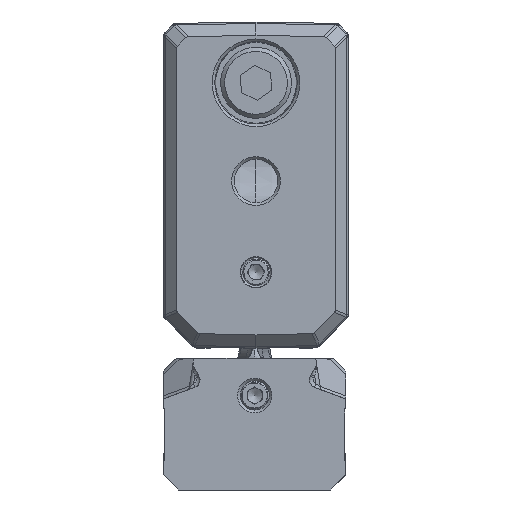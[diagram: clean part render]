
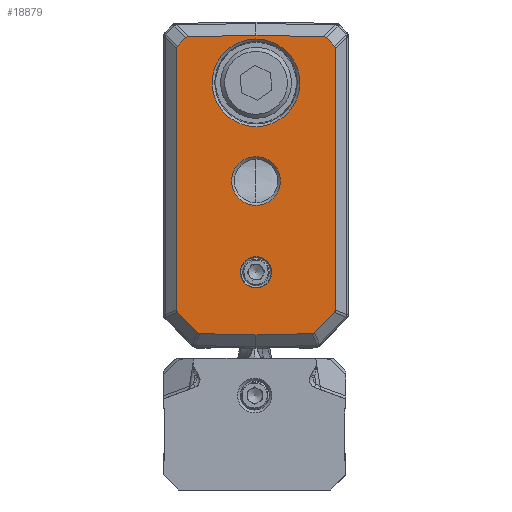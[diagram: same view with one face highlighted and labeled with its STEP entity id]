
A CAD part, front view. The second image highlights one B-rep face of the part: STEP entity #18879.
In plain terms, the highlighted planar face has unit normal (0, -1, 0).
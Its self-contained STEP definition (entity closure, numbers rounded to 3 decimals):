
#2130=ELLIPSE('',#82659,0.859,0.5);
#2131=ELLIPSE('',#82660,0.859,0.5);
#2132=ELLIPSE('',#82661,0.859,0.5);
#2133=ELLIPSE('',#82662,0.859,0.5);
#2134=ELLIPSE('',#82663,0.736,0.5);
#2135=ELLIPSE('',#82664,0.735,0.5);
#2136=ELLIPSE('',#82665,0.735,0.5);
#2137=ELLIPSE('',#82666,0.736,0.5);
#18879=ADVANCED_FACE('',(#36093,#36094,#36095,#36096),#21890,.T.);
#21890=PLANE('',#82667);
#26404=LINE('',#127762,#32823);
#26408=LINE('',#127771,#32827);
#26432=LINE('',#127858,#32851);
#26433=LINE('',#127863,#32852);
#26434=LINE('',#127867,#32853);
#26435=LINE('',#127870,#32854);
#26436=LINE('',#127874,#32855);
#26437=LINE('',#127878,#32856);
#26438=LINE('',#127881,#32857);
#26439=LINE('',#127885,#32858);
#32823=VECTOR('',#94997,1.);
#32827=VECTOR('',#95003,1.);
#32851=VECTOR('',#95061,1.);
#32852=VECTOR('',#95064,1.);
#32853=VECTOR('',#95067,1.);
#32854=VECTOR('',#95070,1.);
#32855=VECTOR('',#95073,1.);
#32856=VECTOR('',#95076,1.);
#32857=VECTOR('',#95079,1.);
#32858=VECTOR('',#95082,1.);
#36093=FACE_BOUND('',#38990,.T.);
#36094=FACE_BOUND('',#38991,.T.);
#36095=FACE_BOUND('',#38992,.T.);
#36096=FACE_BOUND('',#38993,.T.);
#38990=EDGE_LOOP('',(#52537));
#38991=EDGE_LOOP('',(#52538));
#38992=EDGE_LOOP('',(#52539));
#38993=EDGE_LOOP('',(#52540,#52541,#52542,#52543,#52544,#52545,#52546,#52547,
#52548,#52549,#52550,#52551,#52552,#52553,#52554,#52555,#52556,#52557));
#52537=ORIENTED_EDGE('',*,*,#73518,.T.);
#52538=ORIENTED_EDGE('',*,*,#73519,.T.);
#52539=ORIENTED_EDGE('',*,*,#73520,.T.);
#52540=ORIENTED_EDGE('',*,*,#73521,.T.);
#52541=ORIENTED_EDGE('',*,*,#73522,.T.);
#52542=ORIENTED_EDGE('',*,*,#73523,.T.);
#52543=ORIENTED_EDGE('',*,*,#73524,.T.);
#52544=ORIENTED_EDGE('',*,*,#73525,.T.);
#52545=ORIENTED_EDGE('',*,*,#73486,.T.);
#52546=ORIENTED_EDGE('',*,*,#73526,.T.);
#52547=ORIENTED_EDGE('',*,*,#73527,.T.);
#52548=ORIENTED_EDGE('',*,*,#73528,.T.);
#52549=ORIENTED_EDGE('',*,*,#73529,.T.);
#52550=ORIENTED_EDGE('',*,*,#73530,.T.);
#52551=ORIENTED_EDGE('',*,*,#73531,.T.);
#52552=ORIENTED_EDGE('',*,*,#73532,.T.);
#52553=ORIENTED_EDGE('',*,*,#73482,.T.);
#52554=ORIENTED_EDGE('',*,*,#73533,.T.);
#52555=ORIENTED_EDGE('',*,*,#73534,.T.);
#52556=ORIENTED_EDGE('',*,*,#73535,.T.);
#52557=ORIENTED_EDGE('',*,*,#73536,.T.);
#64994=VERTEX_POINT('',#127754);
#64998=VERTEX_POINT('',#127761);
#64999=VERTEX_POINT('',#127765);
#65002=VERTEX_POINT('',#127770);
#65028=VERTEX_POINT('',#127853);
#65029=VERTEX_POINT('',#127855);
#65030=VERTEX_POINT('',#127857);
#65031=VERTEX_POINT('',#127859);
#65032=VERTEX_POINT('',#127860);
#65033=VERTEX_POINT('',#127862);
#65034=VERTEX_POINT('',#127864);
#65035=VERTEX_POINT('',#127866);
#65036=VERTEX_POINT('',#127869);
#65037=VERTEX_POINT('',#127871);
#65038=VERTEX_POINT('',#127873);
#65039=VERTEX_POINT('',#127875);
#65040=VERTEX_POINT('',#127877);
#65041=VERTEX_POINT('',#127879);
#65042=VERTEX_POINT('',#127882);
#65043=VERTEX_POINT('',#127884);
#65044=VERTEX_POINT('',#127886);
#73482=EDGE_CURVE('',#64994,#64998,#26404,.T.);
#73486=EDGE_CURVE('',#64999,#65002,#26408,.T.);
#73518=EDGE_CURVE('',#65028,#65028,#78768,.T.);
#73519=EDGE_CURVE('',#65029,#65029,#78769,.T.);
#73520=EDGE_CURVE('',#65030,#65030,#78770,.T.);
#73521=EDGE_CURVE('',#65031,#65032,#26432,.T.);
#73522=EDGE_CURVE('',#65032,#65033,#2130,.T.);
#73523=EDGE_CURVE('',#65033,#65034,#26433,.T.);
#73524=EDGE_CURVE('',#65034,#65035,#2131,.T.);
#73525=EDGE_CURVE('',#65035,#64999,#26434,.T.);
#73526=EDGE_CURVE('',#65002,#65036,#2132,.T.);
#73527=EDGE_CURVE('',#65036,#65037,#26435,.T.);
#73528=EDGE_CURVE('',#65037,#65038,#2133,.T.);
#73529=EDGE_CURVE('',#65038,#65039,#26436,.T.);
#73530=EDGE_CURVE('',#65039,#65040,#2134,.T.);
#73531=EDGE_CURVE('',#65040,#65041,#26437,.T.);
#73532=EDGE_CURVE('',#65041,#64994,#2135,.T.);
#73533=EDGE_CURVE('',#64998,#65042,#26438,.T.);
#73534=EDGE_CURVE('',#65042,#65043,#2136,.T.);
#73535=EDGE_CURVE('',#65043,#65044,#26439,.T.);
#73536=EDGE_CURVE('',#65044,#65031,#2137,.T.);
#78768=CIRCLE('',#82656,2.4);
#78769=CIRCLE('',#82657,4.323);
#78770=CIRCLE('',#82658,1.55);
#82656=AXIS2_PLACEMENT_3D('',#127852,#95055,#95056);
#82657=AXIS2_PLACEMENT_3D('',#127854,#95057,#95058);
#82658=AXIS2_PLACEMENT_3D('',#127856,#95059,#95060);
#82659=AXIS2_PLACEMENT_3D('',#127861,#95062,#95063);
#82660=AXIS2_PLACEMENT_3D('',#127865,#95065,#95066);
#82661=AXIS2_PLACEMENT_3D('',#127868,#95068,#95069);
#82662=AXIS2_PLACEMENT_3D('',#127872,#95071,#95072);
#82663=AXIS2_PLACEMENT_3D('',#127876,#95074,#95075);
#82664=AXIS2_PLACEMENT_3D('',#127880,#95077,#95078);
#82665=AXIS2_PLACEMENT_3D('',#127883,#95080,#95081);
#82666=AXIS2_PLACEMENT_3D('',#127887,#95083,#95084);
#82667=AXIS2_PLACEMENT_3D('',#127888,#95085,#95086);
#94997=DIRECTION('',(1.,0.,-0.025));
#95003=DIRECTION('',(-1.,0.,-0.025));
#95055=DIRECTION('',(0.,1.,0.));
#95056=DIRECTION('',(0.,0.,-1.));
#95057=DIRECTION('',(0.,1.,0.));
#95058=DIRECTION('',(0.,0.,-1.));
#95059=DIRECTION('',(0.,1.,0.));
#95060=DIRECTION('',(0.,0.,-1.));
#95061=DIRECTION('',(0.,0.,1.));
#95062=DIRECTION('',(0.,-1.,0.));
#95063=DIRECTION('',(0.716,0.,0.698));
#95064=DIRECTION('',(-0.698,0.,0.716));
#95065=DIRECTION('',(0.,-1.,0.));
#95066=DIRECTION('',(0.716,0.,0.698));
#95067=DIRECTION('',(-1.,0.,0.025));
#95068=DIRECTION('',(0.,-1.,0.));
#95069=DIRECTION('',(0.716,0.,-0.698));
#95070=DIRECTION('',(-0.698,0.,-0.716));
#95071=DIRECTION('',(0.,-1.,0.));
#95072=DIRECTION('',(0.716,0.,-0.698));
#95073=DIRECTION('',(0.,0.,-1.));
#95074=DIRECTION('',(0.,-1.,0.));
#95075=DIRECTION('',(-0.926,0.,-0.379));
#95076=DIRECTION('',(0.701,0.,-0.713));
#95077=DIRECTION('',(0.,-1.,0.));
#95078=DIRECTION('',(-0.398,0.,-0.917));
#95079=DIRECTION('',(1.,0.,0.025));
#95080=DIRECTION('',(0.,-1.,0.));
#95081=DIRECTION('',(-0.398,0.,0.917));
#95082=DIRECTION('',(0.701,0.,0.713));
#95083=DIRECTION('',(0.,-1.,0.));
#95084=DIRECTION('',(-0.926,0.,0.379));
#95085=DIRECTION('',(0.,-1.,0.));
#95086=DIRECTION('',(0.,0.,-1.));
#127754=CARTESIAN_POINT('',(-5.396,-28.5,-30.764));
#127761=CARTESIAN_POINT('',(0.125,-28.5,-30.9));
#127762=CARTESIAN_POINT('',(-8.962,-28.5,-30.676));
#127765=CARTESIAN_POINT('',(0.125,-28.5,-1.3));
#127770=CARTESIAN_POINT('',(-6.564,-28.5,-1.465));
#127771=CARTESIAN_POINT('',(-9.757,-28.5,-1.544));
#127852=CARTESIAN_POINT('',(0.125,-28.5,-15.7));
#127853=CARTESIAN_POINT('',(0.125,-28.5,-18.1));
#127854=CARTESIAN_POINT('',(0.125,-28.5,-6.));
#127855=CARTESIAN_POINT('',(0.125,-28.5,-10.323));
#127856=CARTESIAN_POINT('',(0.125,-28.5,-24.7));
#127857=CARTESIAN_POINT('',(0.125,-28.5,-26.25));
#127858=CARTESIAN_POINT('',(7.95,-28.5,-32.2));
#127859=CARTESIAN_POINT('',(7.95,-28.5,-28.416));
#127860=CARTESIAN_POINT('',(7.95,-28.5,-2.63));
#127861=CARTESIAN_POINT('',(7.243,-28.5,-2.975));
#127862=CARTESIAN_POINT('',(7.858,-28.5,-2.375));
#127863=CARTESIAN_POINT('',(14.544,-28.5,-9.227));
#127864=CARTESIAN_POINT('',(7.066,-28.5,-1.564));
#127865=CARTESIAN_POINT('',(6.451,-28.5,-2.163));
#127866=CARTESIAN_POINT('',(6.814,-28.5,-1.465));
#127867=CARTESIAN_POINT('',(-8.232,-28.5,-1.094));
#127868=CARTESIAN_POINT('',(-6.201,-28.5,-2.163));
#127869=CARTESIAN_POINT('',(-6.816,-28.5,-1.564));
#127870=CARTESIAN_POINT('',(-23.195,-28.5,-18.349));
#127871=CARTESIAN_POINT('',(-7.608,-28.5,-2.375));
#127872=CARTESIAN_POINT('',(-6.993,-28.5,-2.975));
#127873=CARTESIAN_POINT('',(-7.7,-28.5,-2.63));
#127874=CARTESIAN_POINT('',(-7.7,-28.5,-32.2));
#127875=CARTESIAN_POINT('',(-7.7,-28.5,-28.416));
#127876=CARTESIAN_POINT('',(-6.993,-28.5,-28.272));
#127877=CARTESIAN_POINT('',(-7.599,-28.5,-28.664));
#127878=CARTESIAN_POINT('',(-6.519,-28.5,-29.762));
#127879=CARTESIAN_POINT('',(-5.639,-28.5,-30.658));
#127880=CARTESIAN_POINT('',(-5.235,-28.5,-30.06));
#127881=CARTESIAN_POINT('',(-9.027,-28.5,-31.126));
#127882=CARTESIAN_POINT('',(5.646,-28.5,-30.764));
#127883=CARTESIAN_POINT('',(5.485,-28.5,-30.06));
#127884=CARTESIAN_POINT('',(5.889,-28.5,-30.658));
#127885=CARTESIAN_POINT('',(-2.196,-28.5,-38.886));
#127886=CARTESIAN_POINT('',(7.849,-28.5,-28.664));
#127887=CARTESIAN_POINT('',(7.243,-28.5,-28.272));
#127888=CARTESIAN_POINT('',(-9.,-28.5,-32.2));
